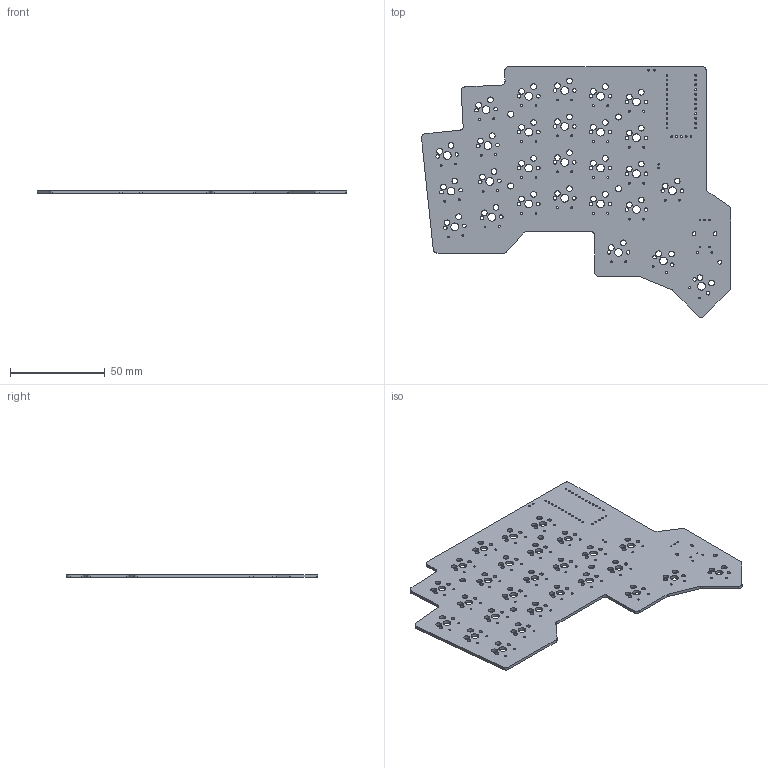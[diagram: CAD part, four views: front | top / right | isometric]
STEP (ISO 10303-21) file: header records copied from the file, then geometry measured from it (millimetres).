
FILE_DESCRIPTION(('KiCad electronic assembly'),'2;1');
FILE_NAME('pcb_left.step','2025-04-07T23:39:27',('Pcbnew'),('Kicad'), 'Open CASCADE STEP processor 7.8','KiCad to STEP converter','Unknown' );
FILE_SCHEMA(('AUTOMOTIVE_DESIGN { 1 0 10303 214 1 1 1 1 }'));
Length unit declared in the file: millimetre
Products named in the file (2): pcb_left 1; left_PCB
Assembly tree (1 placements, depth 2):
  pcb_left 1
    left_PCB
Bounding box: 163.5 x 132.85 x 1.51 mm (x, y, z)
Volume: 21115.8 mm3; surface area: 31125.5 mm2
Topology: 1 solids, 1 shells, 293 faces, 873 edges, 582 vertices
Faces by surface type: cylinder 260, plane 33
Full cylindrical faces by diameter (mm): 0.75 x2, 0.9 x2, 0.991 x56, 1 x29, 1.9 x54, 2.2 x1, 3 x54, 3.2 x4, 4.1 x27
Entity records: 11128 total; most frequent: DIRECTION 1983, CARTESIAN_POINT 1750, ORIENTED_EDGE 1746, EDGE_CURVE 873, AXIS2_PLACEMENT_3D 815, FACE_BOUND 765, EDGE_LOOP 765, VERTEX_POINT 582
